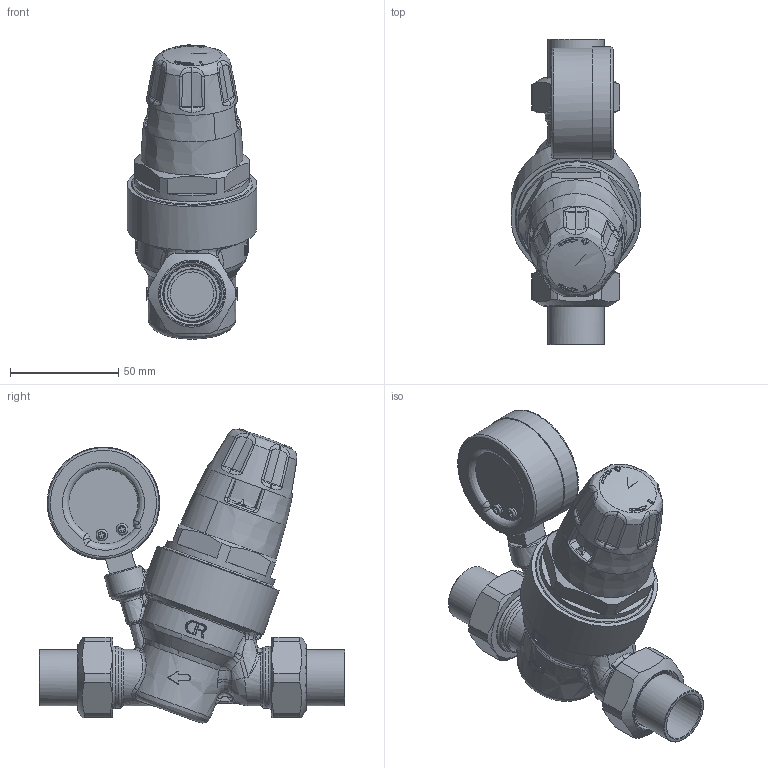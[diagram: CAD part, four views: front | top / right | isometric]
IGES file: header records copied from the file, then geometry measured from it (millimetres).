
Global section: file name: 535951HA_Simplify_1; native system: Autodesk Inventor 2025; preprocessor: unknown; author: ischreiner; date: 20250818.154631; units: inch
Bounding box: 59.98 x 141 x 135.88 mm (x, y, z)
Volume: 337068.3 mm3; surface area: 58964.7 mm2
Topology: 6 solids, 6 shells, 878 faces, 2235 edges, 1375 vertices
Faces by surface type: bspline 878
